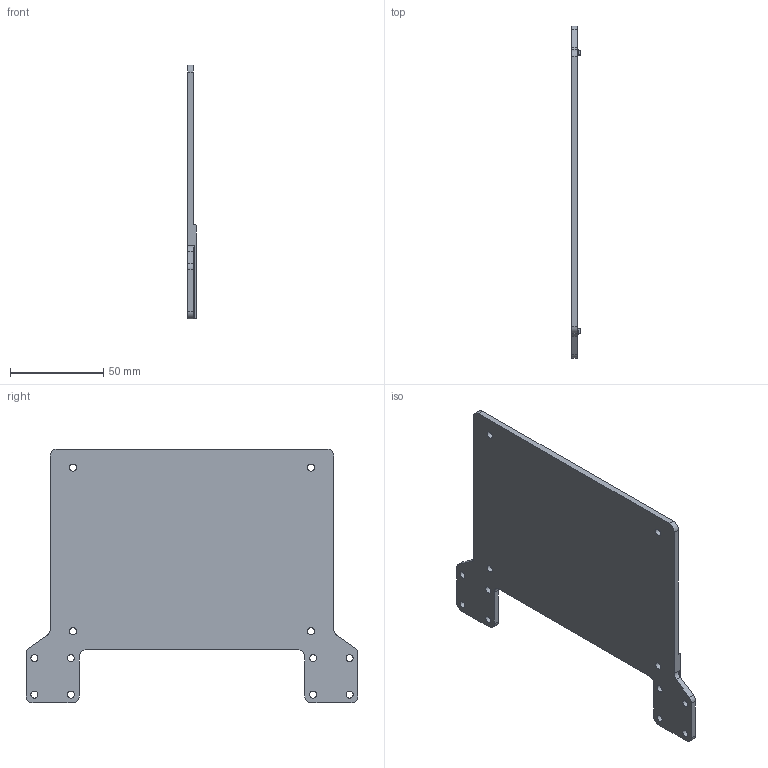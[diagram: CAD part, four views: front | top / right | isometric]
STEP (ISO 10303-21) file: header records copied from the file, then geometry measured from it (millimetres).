
FILE_DESCRIPTION(/* description */ ('STEP AP214'),/* implementation_level */ '2;1');
FILE_NAME(/* name */ '600a2f23732c73145c3ed681',/* time_stamp */ '2021-01-22T01:49:23+00:00',/* author */ (''),/* organization */ (''),/* preprocessor_version */ 'ST-DEVELOPER v18.1',/* originating_system */ ' ',/* authorisation */ ' ');
FILE_SCHEMA (('AUTOMOTIVE_DESIGN {1 0 10303 214 3 1 1}'));
Length unit declared in the file: metre
Products named in the file (1): Part 1
Bounding box: 4.76 x 178.44 x 136.53 mm (x, y, z)
Volume: 57755.6 mm3; surface area: 38934.3 mm2
Topology: 1 solids, 1 shells, 54 faces, 150 edges, 98 vertices
Faces by surface type: cylinder 32, plane 22
Full cylindrical faces by diameter (mm): 3.797 x12
Entity records: 1770 total; most frequent: DIRECTION 308, CARTESIAN_POINT 299, ORIENTED_EDGE 276, EDGE_CURVE 138, AXIS2_PLACEMENT_3D 117, VERTEX_POINT 98, EDGE_LOOP 90, FACE_BOUND 90
